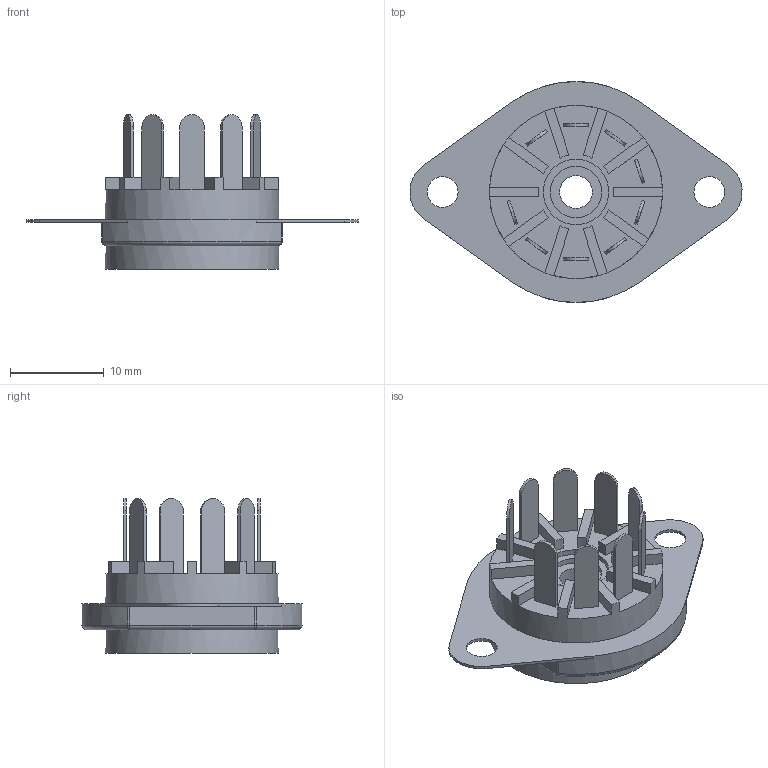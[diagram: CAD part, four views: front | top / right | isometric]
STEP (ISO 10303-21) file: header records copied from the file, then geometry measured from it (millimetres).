
FILE_DESCRIPTION(('FreeCAD Model'),'2;1');
FILE_NAME('Open CASCADE Shape Model','2021-08-08T21:44:55',('Author'),( ''),'Open CASCADE STEP processor 7.4','FreeCAD','Unknown');
FILE_SCHEMA(('AUTOMOTIVE_DESIGN { 1 0 10303 214 1 1 1 1 }'));
Length unit declared in the file: millimetre
Products named in the file (1): VT9-ST-2
Bounding box: 35.47 x 23.6 x 16.5 mm (x, y, z)
Volume: 2438.5 mm3; surface area: 2702.7 mm2
Topology: 1 solids, 10 shells, 226 faces, 537 edges, 354 vertices
Faces by surface type: plane 164, cylinder 56, sphere 4, torus 2
Full cylindrical faces by diameter (mm): 3.3 x2, 3.5 x1, 5.5 x1, 6 x1, 7 x1, 8 x1, 18.5 x2
Entity records: 14864 total; most frequent: CARTESIAN_POINT 2918, DIRECTION 2140, LINE 1318, VECTOR 1318, ORIENTED_EDGE 1074, PCURVE 1074, DEFINITIONAL_REPRESENTATION 1074, EDGE_CURVE 537
